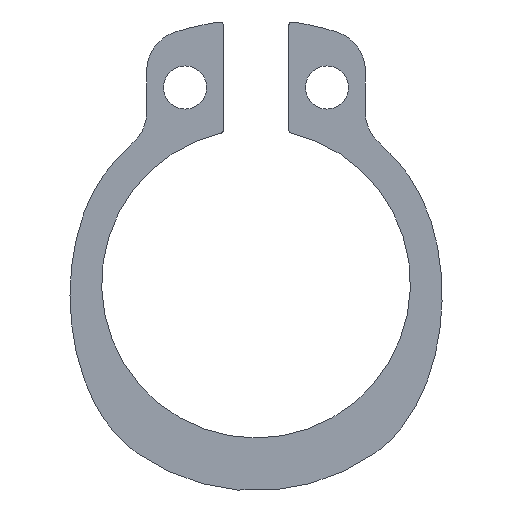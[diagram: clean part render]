
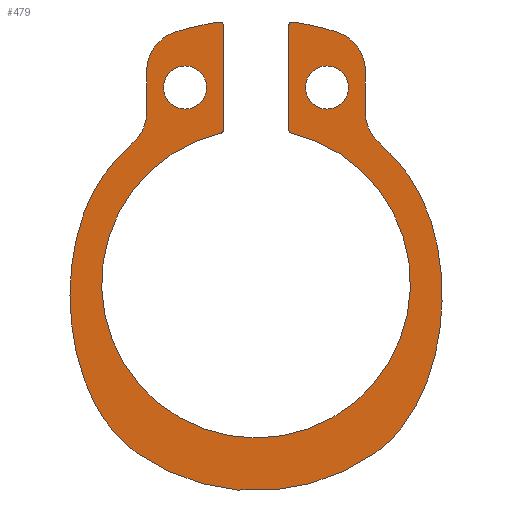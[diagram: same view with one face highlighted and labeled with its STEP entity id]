
A CAD part, front view. The second image highlights one B-rep face of the part: STEP entity #479.
In plain terms, the highlighted planar face has unit normal (0, -1, 0).
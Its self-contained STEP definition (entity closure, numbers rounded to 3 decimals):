
#2=CARTESIAN_POINT('',(0.873,-0.125,2.412));
#3=DIRECTION('',(0.,-1.,0.));
#4=DIRECTION('',(1.,0.,0.));
#5=AXIS2_PLACEMENT_3D('',#2,#3,#4);
#7=CARTESIAN_POINT('',(0.873,-0.125,2.412));
#8=DIRECTION('',(0.,-1.,0.));
#9=DIRECTION('',(-1.,0.,0.));
#10=AXIS2_PLACEMENT_3D('',#7,#8,#9);
#12=CARTESIAN_POINT('',(-0.873,-0.125,2.412));
#13=DIRECTION('',(0.,-1.,0.));
#14=DIRECTION('',(1.,0.,0.));
#15=AXIS2_PLACEMENT_3D('',#12,#13,#14);
#17=CARTESIAN_POINT('',(-0.873,-0.125,2.412));
#18=DIRECTION('',(0.,-1.,0.));
#19=DIRECTION('',(-1.,0.,0.));
#20=AXIS2_PLACEMENT_3D('',#17,#18,#19);
#22=CARTESIAN_POINT('',(-0.45,-0.125,1.897));
#23=DIRECTION('',(0.,-1.,0.));
#24=DIRECTION('',(0.231,0.,-0.973));
#25=AXIS2_PLACEMENT_3D('',#22,#23,#24);
#27=CARTESIAN_POINT('',(0.,-0.125,0.));
#28=DIRECTION('',(0.,-1.,0.));
#29=DIRECTION('',(-0.231,0.,0.973));
#30=AXIS2_PLACEMENT_3D('',#27,#28,#29);
#32=CARTESIAN_POINT('',(0.45,-0.125,1.897));
#33=DIRECTION('',(0.,-1.,0.));
#34=DIRECTION('',(-1.,0.,0.));
#35=AXIS2_PLACEMENT_3D('',#32,#33,#34);
#37=DIRECTION('',(0.,0.,1.));
#38=VECTOR('',#37,1.271);
#39=CARTESIAN_POINT('',(0.4,-0.125,1.897));
#40=LINE('',#39,#38);
#41=CARTESIAN_POINT('',(0.45,-0.125,3.168));
#42=DIRECTION('',(0.,-1.,0.));
#43=DIRECTION('',(0.141,0.,0.99));
#44=AXIS2_PLACEMENT_3D('',#41,#42,#43);
#46=CARTESIAN_POINT('',(0.,-0.125,0.));
#47=DIRECTION('',(0.,1.,0.));
#48=DIRECTION('',(0.141,0.,0.99));
#49=AXIS2_PLACEMENT_3D('',#46,#47,#48);
#51=CARTESIAN_POINT('',(0.845,-0.125,2.617));
#52=DIRECTION('',(0.,-1.,0.));
#53=DIRECTION('',(1.,0.,0.));
#54=AXIS2_PLACEMENT_3D('',#51,#52,#53);
#56=DIRECTION('',(0.,0.,-1.));
#57=VECTOR('',#56,0.511);
#58=CARTESIAN_POINT('',(1.345,-0.125,2.617));
#59=LINE('',#58,#57);
#60=CARTESIAN_POINT('',(0.,-0.125,0.));
#61=DIRECTION('',(0.,1.,0.));
#62=DIRECTION('',(0.659,0.,0.752));
#63=AXIS2_PLACEMENT_3D('',#60,#61,#62);
#65=CARTESIAN_POINT('',(1.884,-0.125,1.319));
#66=CARTESIAN_POINT('',(2.541,-0.125,0.382));
#67=CARTESIAN_POINT('',(2.4,-0.125,-1.432));
#68=CARTESIAN_POINT('',(1.463,-0.125,-2.089));
#70=CARTESIAN_POINT('',(0.,-0.125,0.));
#71=DIRECTION('',(0.,1.,0.));
#72=DIRECTION('',(0.574,0.,-0.819));
#73=AXIS2_PLACEMENT_3D('',#70,#71,#72);
#75=CARTESIAN_POINT('',(-1.463,-0.125,-2.089));
#76=CARTESIAN_POINT('',(-2.4,-0.125,-1.432));
#77=CARTESIAN_POINT('',(-2.541,-0.125,0.382));
#78=CARTESIAN_POINT('',(-1.884,-0.125,1.319));
#80=CARTESIAN_POINT('',(0.,-0.125,0.));
#81=DIRECTION('',(0.,1.,0.));
#82=DIRECTION('',(-0.819,0.,0.574));
#83=AXIS2_PLACEMENT_3D('',#80,#81,#82);
#85=DIRECTION('',(0.,0.,1.));
#86=VECTOR('',#85,0.511);
#87=CARTESIAN_POINT('',(-1.345,-0.125,2.106));
#88=LINE('',#87,#86);
#89=CARTESIAN_POINT('',(-0.845,-0.125,2.617));
#90=DIRECTION('',(0.,-1.,0.));
#91=DIRECTION('',(-0.307,0.,0.952));
#92=AXIS2_PLACEMENT_3D('',#89,#90,#91);
#94=CARTESIAN_POINT('',(0.,-0.125,0.));
#95=DIRECTION('',(0.,1.,0.));
#96=DIRECTION('',(-0.307,0.,0.952));
#97=AXIS2_PLACEMENT_3D('',#94,#95,#96);
#99=CARTESIAN_POINT('',(-0.45,-0.125,3.168));
#100=DIRECTION('',(0.,-1.,0.));
#101=DIRECTION('',(1.,0.,0.));
#102=AXIS2_PLACEMENT_3D('',#99,#100,#101);
#104=DIRECTION('',(0.,0.,-1.));
#105=VECTOR('',#104,1.271);
#106=CARTESIAN_POINT('',(-0.4,-0.125,3.168));
#107=LINE('',#106,#105);
#254=CARTESIAN_POINT('',(-1.845,-0.125,2.106));
#255=DIRECTION('',(0.,1.,0.));
#256=DIRECTION('',(1.,0.,0.));
#257=AXIS2_PLACEMENT_3D('',#254,#255,#256);
#288=CARTESIAN_POINT('',(1.845,-0.125,2.106));
#289=DIRECTION('',(0.,1.,0.));
#290=DIRECTION('',(-0.659,0.,-0.752));
#291=AXIS2_PLACEMENT_3D('',#288,#289,#290);
#330=CARTESIAN_POINT('',(1.138,-0.125,2.412));
#331=CARTESIAN_POINT('',(0.607,-0.125,2.412));
#332=VERTEX_POINT('',#330);
#333=VERTEX_POINT('',#331);
#334=CARTESIAN_POINT('',(-0.607,-0.125,2.412));
#335=CARTESIAN_POINT('',(-1.138,-0.125,2.412));
#336=VERTEX_POINT('',#334);
#337=VERTEX_POINT('',#335);
#338=VERTEX_POINT('',#65);
#339=VERTEX_POINT('',#68);
#340=CARTESIAN_POINT('',(-1.463,-0.125,-2.089));
#341=VERTEX_POINT('',#340);
#342=VERTEX_POINT('',#78);
#356=CARTESIAN_POINT('',(1.516,-0.125,1.73));
#358=VERTEX_POINT('',#356);
#360=CARTESIAN_POINT('',(1.345,-0.125,2.106));
#362=VERTEX_POINT('',#360);
#364=CARTESIAN_POINT('',(-1.345,-0.125,2.106));
#366=VERTEX_POINT('',#364);
#368=CARTESIAN_POINT('',(-1.516,-0.125,1.73));
#370=VERTEX_POINT('',#368);
#372=CARTESIAN_POINT('',(1.345,-0.125,2.617));
#373=CARTESIAN_POINT('',(0.999,-0.125,3.093));
#374=VERTEX_POINT('',#372);
#375=VERTEX_POINT('',#373);
#380=CARTESIAN_POINT('',(-0.999,-0.125,3.093));
#381=CARTESIAN_POINT('',(-1.345,-0.125,2.617));
#382=VERTEX_POINT('',#380);
#383=VERTEX_POINT('',#381);
#388=CARTESIAN_POINT('',(-0.438,-0.125,1.849));
#389=CARTESIAN_POINT('',(-0.4,-0.125,1.897));
#390=VERTEX_POINT('',#388);
#391=VERTEX_POINT('',#389);
#396=CARTESIAN_POINT('',(0.4,-0.125,1.897));
#397=CARTESIAN_POINT('',(0.438,-0.125,1.849));
#398=VERTEX_POINT('',#396);
#399=VERTEX_POINT('',#397);
#404=CARTESIAN_POINT('',(-0.4,-0.125,3.168));
#405=VERTEX_POINT('',#404);
#406=CARTESIAN_POINT('',(0.4,-0.125,3.168));
#407=VERTEX_POINT('',#406);
#412=CARTESIAN_POINT('',(-0.457,-0.125,3.218));
#413=VERTEX_POINT('',#412);
#416=CARTESIAN_POINT('',(0.457,-0.125,3.218));
#417=VERTEX_POINT('',#416);
#420=CARTESIAN_POINT('',(0.,-0.125,0.));
#421=DIRECTION('',(0.,1.,0.));
#422=DIRECTION('',(1.,0.,0.));
#423=AXIS2_PLACEMENT_3D('',#420,#421,#422);
#424=PLANE('',#423);
#426=ORIENTED_EDGE('',*,*,#425,.F.);
#428=ORIENTED_EDGE('',*,*,#427,.T.);
#430=ORIENTED_EDGE('',*,*,#429,.F.);
#432=ORIENTED_EDGE('',*,*,#431,.T.);
#434=ORIENTED_EDGE('',*,*,#433,.F.);
#436=ORIENTED_EDGE('',*,*,#435,.T.);
#438=ORIENTED_EDGE('',*,*,#437,.F.);
#440=ORIENTED_EDGE('',*,*,#439,.T.);
#442=ORIENTED_EDGE('',*,*,#441,.F.);
#444=ORIENTED_EDGE('',*,*,#443,.T.);
#446=ORIENTED_EDGE('',*,*,#445,.T.);
#448=ORIENTED_EDGE('',*,*,#447,.T.);
#450=ORIENTED_EDGE('',*,*,#449,.T.);
#452=ORIENTED_EDGE('',*,*,#451,.T.);
#454=ORIENTED_EDGE('',*,*,#453,.F.);
#456=ORIENTED_EDGE('',*,*,#455,.T.);
#458=ORIENTED_EDGE('',*,*,#457,.F.);
#460=ORIENTED_EDGE('',*,*,#459,.T.);
#462=ORIENTED_EDGE('',*,*,#461,.F.);
#464=ORIENTED_EDGE('',*,*,#463,.T.);
#465=EDGE_LOOP('',(#426,#428,#430,#432,#434,#436,#438,#440,#442,#444,#446,#448,
#450,#452,#454,#456,#458,#460,#462,#464));
#466=FACE_OUTER_BOUND('',#465,.F.);
#468=ORIENTED_EDGE('',*,*,#467,.T.);
#470=ORIENTED_EDGE('',*,*,#469,.T.);
#471=EDGE_LOOP('',(#468,#470));
#472=FACE_BOUND('',#471,.F.);
#474=ORIENTED_EDGE('',*,*,#473,.T.);
#476=ORIENTED_EDGE('',*,*,#475,.T.);
#477=EDGE_LOOP('',(#474,#476));
#478=FACE_BOUND('',#477,.F.);
#479=ADVANCED_FACE('',(#466,#472,#478),#424,.F.);
#6=CIRCLE('',#5,0.265);
#11=CIRCLE('',#10,0.265);
#16=CIRCLE('',#15,0.265);
#21=CIRCLE('',#20,0.265);
#26=CIRCLE('',#25,0.05);
#31=CIRCLE('',#30,1.9);
#36=CIRCLE('',#35,0.05);
#45=CIRCLE('',#44,0.05);
#50=CIRCLE('',#49,3.25);
#55=CIRCLE('',#54,0.5);
#64=CIRCLE('',#63,2.3);
#69=B_SPLINE_CURVE_WITH_KNOTS('',3,(#65,#66,#67,#68),.UNSPECIFIED.,.F.,.F.,(4,
4),(0.,1.),.UNSPECIFIED.);
#74=CIRCLE('',#73,2.55);
#79=B_SPLINE_CURVE_WITH_KNOTS('',3,(#75,#76,#77,#78),.UNSPECIFIED.,.F.,.F.,(4,
4),(0.,1.),.UNSPECIFIED.);
#84=CIRCLE('',#83,2.3);
#93=CIRCLE('',#92,0.5);
#98=CIRCLE('',#97,3.25);
#103=CIRCLE('',#102,0.05);
#258=CIRCLE('',#257,0.5);
#292=CIRCLE('',#291,0.5);
#425=EDGE_CURVE('',#390,#391,#26,.T.);
#427=EDGE_CURVE('',#390,#399,#31,.T.);
#429=EDGE_CURVE('',#398,#399,#36,.T.);
#431=EDGE_CURVE('',#398,#407,#40,.T.);
#433=EDGE_CURVE('',#417,#407,#45,.T.);
#435=EDGE_CURVE('',#417,#375,#50,.T.);
#437=EDGE_CURVE('',#374,#375,#55,.T.);
#439=EDGE_CURVE('',#374,#362,#59,.T.);
#441=EDGE_CURVE('',#358,#362,#292,.T.);
#443=EDGE_CURVE('',#358,#338,#64,.T.);
#445=EDGE_CURVE('',#338,#339,#69,.T.);
#447=EDGE_CURVE('',#339,#341,#74,.T.);
#449=EDGE_CURVE('',#341,#342,#79,.T.);
#451=EDGE_CURVE('',#342,#370,#84,.T.);
#453=EDGE_CURVE('',#366,#370,#258,.T.);
#455=EDGE_CURVE('',#366,#383,#88,.T.);
#457=EDGE_CURVE('',#382,#383,#93,.T.);
#459=EDGE_CURVE('',#382,#413,#98,.T.);
#461=EDGE_CURVE('',#405,#413,#103,.T.);
#463=EDGE_CURVE('',#405,#391,#107,.T.);
#467=EDGE_CURVE('',#336,#337,#16,.T.);
#469=EDGE_CURVE('',#337,#336,#21,.T.);
#473=EDGE_CURVE('',#332,#333,#6,.T.);
#475=EDGE_CURVE('',#333,#332,#11,.T.);
